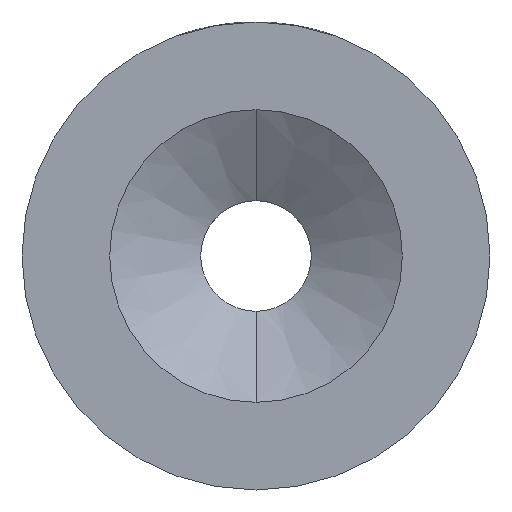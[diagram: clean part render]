
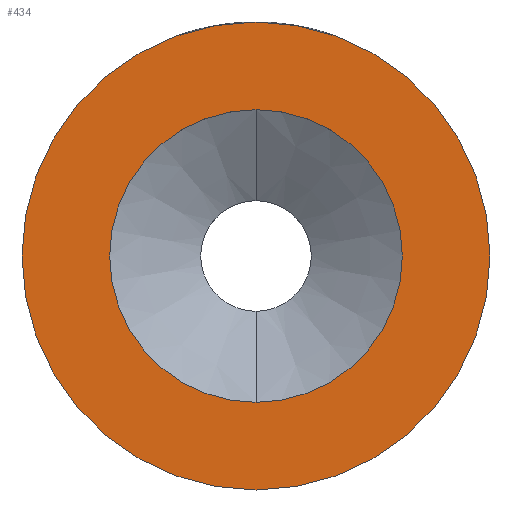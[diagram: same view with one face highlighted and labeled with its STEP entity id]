
A CAD part, front view. The second image highlights one B-rep face of the part: STEP entity #434.
In plain terms, the highlighted planar face has unit normal (0, -1, 0).
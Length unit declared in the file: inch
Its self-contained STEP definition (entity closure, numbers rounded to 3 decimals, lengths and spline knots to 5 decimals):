
#7 = AXIS2_PLACEMENT_3D ( 'NONE', #48, #47, #44 ) ;
#38 = AXIS2_PLACEMENT_3D ( 'NONE', #390, #388, #385 ) ;
#44 = DIRECTION ( 'NONE',  ( 0., 0., 1. ) ) ;
#47 = DIRECTION ( 'NONE',  ( 0., 1., 0. ) ) ;
#48 = CARTESIAN_POINT ( 'NONE',  ( 0., 0., 0. ) ) ;
#59 = CIRCLE ( 'NONE', #7, 0.24985 ) ;
#70 = CIRCLE ( 'NONE', #333, 0.15625 ) ;
#79 = AXIS2_PLACEMENT_3D ( 'NONE', #805, #530, #318 ) ;
#80 = DIRECTION ( 'NONE',  ( 0., 0., -1. ) ) ;
#83 = DIRECTION ( 'NONE',  ( 0., -1., 0. ) ) ;
#84 = CARTESIAN_POINT ( 'NONE',  ( 0., 0., 0. ) ) ;
#93 = CIRCLE ( 'NONE', #38, 0.15625 ) ;
#232 = FACE_OUTER_BOUND ( 'NONE', #507, .T. ) ;
#257 = FACE_BOUND ( 'NONE', #445, .T. ) ;
#258 = AXIS2_PLACEMENT_3D ( 'NONE', #817, #684, #685 ) ;
#259 = CARTESIAN_POINT ( 'NONE',  ( 0., 0., -0.24985 ) ) ;
#280 = CIRCLE ( 'NONE', #258, 0.24985 ) ;
#292 = CARTESIAN_POINT ( 'NONE',  ( 0., 0., 0.15625 ) ) ;
#317 = EDGE_CURVE ( 'NONE', #687, #521, #280, .T. ) ;
#318 = DIRECTION ( 'NONE',  ( 0., 0., 1. ) ) ;
#333 = AXIS2_PLACEMENT_3D ( 'NONE', #84, #83, #80 ) ;
#345 = ORIENTED_EDGE ( 'NONE', *, *, #834, .F. ) ;
#385 = DIRECTION ( 'NONE',  ( 0., 0., -1. ) ) ;
#388 = DIRECTION ( 'NONE',  ( 0., -1., 0. ) ) ;
#390 = CARTESIAN_POINT ( 'NONE',  ( 0., 0., 0. ) ) ;
#398 = CARTESIAN_POINT ( 'NONE',  ( 0., 0., -0.15625 ) ) ;
#434 = ADVANCED_FACE ( 'NONE', ( #257, #232 ), #509, .F. ) ;
#436 = CARTESIAN_POINT ( 'NONE',  ( 0., 0., 0.24985 ) ) ;
#445 = EDGE_LOOP ( 'NONE', ( #729, #680 ) ) ;
#507 = EDGE_LOOP ( 'NONE', ( #784, #345 ) ) ;
#509 = PLANE ( 'NONE',  #79 ) ;
#521 = VERTEX_POINT ( 'NONE', #436 ) ;
#530 = DIRECTION ( 'NONE',  ( 0., 1., 0. ) ) ;
#563 = EDGE_CURVE ( 'NONE', #673, #576, #93, .T. ) ;
#576 = VERTEX_POINT ( 'NONE', #398 ) ;
#673 = VERTEX_POINT ( 'NONE', #292 ) ;
#680 = ORIENTED_EDGE ( 'NONE', *, *, #563, .F. ) ;
#684 = DIRECTION ( 'NONE',  ( 0., 1., 0. ) ) ;
#685 = DIRECTION ( 'NONE',  ( 0., 0., 1. ) ) ;
#687 = VERTEX_POINT ( 'NONE', #259 ) ;
#729 = ORIENTED_EDGE ( 'NONE', *, *, #824, .F. ) ;
#784 = ORIENTED_EDGE ( 'NONE', *, *, #317, .F. ) ;
#805 = CARTESIAN_POINT ( 'NONE',  ( 0., 0., 0. ) ) ;
#817 = CARTESIAN_POINT ( 'NONE',  ( 0., 0., 0. ) ) ;
#824 = EDGE_CURVE ( 'NONE', #576, #673, #70, .T. ) ;
#834 = EDGE_CURVE ( 'NONE', #521, #687, #59, .T. ) ;
